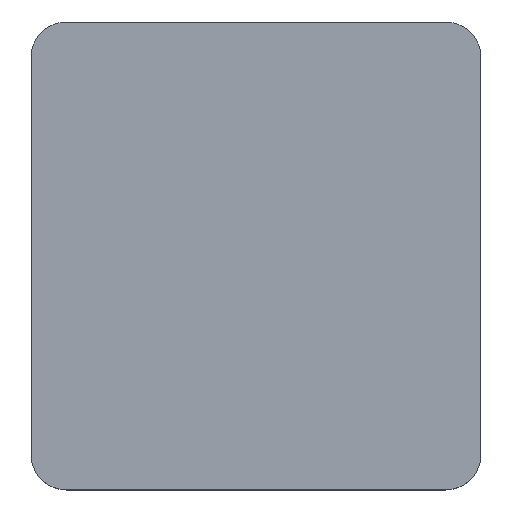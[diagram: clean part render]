
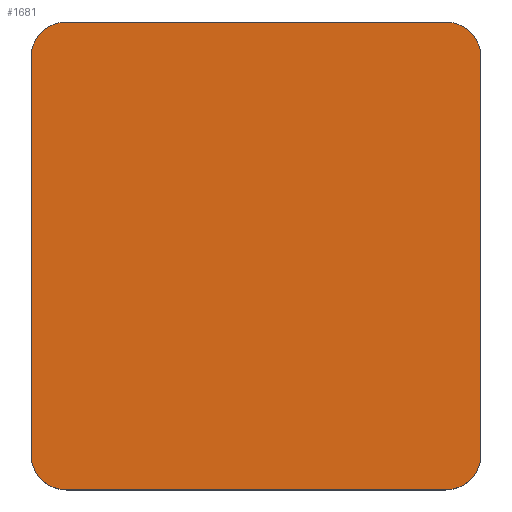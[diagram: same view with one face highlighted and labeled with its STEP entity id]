
A CAD part, top view. The second image highlights one B-rep face of the part: STEP entity #1681.
In plain terms, the highlighted planar face has unit normal (0, 0, 1).
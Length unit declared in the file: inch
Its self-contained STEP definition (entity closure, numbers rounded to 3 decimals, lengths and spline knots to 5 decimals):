
#75=FACE_OUTER_BOUND('',#161,.T.);
#161=EDGE_LOOP('',(#1226,#1227,#1228,#1229,#1230,#1231,#1232,#1233));
#297=LINE('',#2631,#467);
#300=LINE('',#2639,#470);
#303=LINE('',#2647,#473);
#305=LINE('',#2653,#475);
#467=VECTOR('',#2048,39.37008);
#470=VECTOR('',#2057,39.37008);
#473=VECTOR('',#2066,39.37008);
#475=VECTOR('',#2074,39.37008);
#584=CIRCLE('',#1797,0.0396);
#585=CIRCLE('',#1800,0.0396);
#586=CIRCLE('',#1803,0.0396);
#587=CIRCLE('',#1806,0.0396);
#728=VERTEX_POINT('',#2623);
#729=VERTEX_POINT('',#2625);
#730=VERTEX_POINT('',#2629);
#731=VERTEX_POINT('',#2633);
#732=VERTEX_POINT('',#2637);
#733=VERTEX_POINT('',#2641);
#734=VERTEX_POINT('',#2645);
#735=VERTEX_POINT('',#2649);
#907=EDGE_CURVE('',#729,#728,#584,.T.);
#910=EDGE_CURVE('',#728,#730,#297,.T.);
#912=EDGE_CURVE('',#730,#731,#585,.T.);
#914=EDGE_CURVE('',#731,#732,#300,.T.);
#916=EDGE_CURVE('',#732,#733,#586,.T.);
#918=EDGE_CURVE('',#733,#734,#303,.T.);
#920=EDGE_CURVE('',#734,#735,#587,.T.);
#921=EDGE_CURVE('',#735,#729,#305,.T.);
#1226=ORIENTED_EDGE('',*,*,#907,.T.);
#1227=ORIENTED_EDGE('',*,*,#910,.T.);
#1228=ORIENTED_EDGE('',*,*,#912,.T.);
#1229=ORIENTED_EDGE('',*,*,#914,.T.);
#1230=ORIENTED_EDGE('',*,*,#916,.T.);
#1231=ORIENTED_EDGE('',*,*,#918,.T.);
#1232=ORIENTED_EDGE('',*,*,#920,.T.);
#1233=ORIENTED_EDGE('',*,*,#921,.T.);
#1536=PLANE('',#1808);
#1681=ADVANCED_FACE('',(#75),#1536,.F.);
#1797=AXIS2_PLACEMENT_3D('',#2626,#2042,#2043);
#1800=AXIS2_PLACEMENT_3D('',#2635,#2052,#2053);
#1803=AXIS2_PLACEMENT_3D('',#2643,#2061,#2062);
#1806=AXIS2_PLACEMENT_3D('',#2651,#2070,#2071);
#1808=AXIS2_PLACEMENT_3D('',#2654,#2075,#2076);
#2042=DIRECTION('center_axis',(0.,0.,
1.));
#2043=DIRECTION('ref_axis',(1.,0.,0.));
#2048=DIRECTION('',(0.,-1.,0.));
#2052=DIRECTION('center_axis',(0.,0.,
1.));
#2053=DIRECTION('ref_axis',(-1.,0.,0.));
#2057=DIRECTION('',(1.,0.,0.));
#2061=DIRECTION('center_axis',(0.,0.,
1.));
#2062=DIRECTION('ref_axis',(-1.,0.,0.));
#2066=DIRECTION('',(0.,1.,0.));
#2070=DIRECTION('center_axis',(0.,0.,
1.));
#2071=DIRECTION('ref_axis',(-1.,0.,0.));
#2074=DIRECTION('',(-1.,0.,0.));
#2075=DIRECTION('center_axis',(0.,0.,
-1.));
#2076=DIRECTION('ref_axis',(1.,0.,0.));
#2623=CARTESIAN_POINT('',(-0.25311,0.2235,0.17055));
#2625=CARTESIAN_POINT('',(-0.21351,0.2631,0.17055));
#2626=CARTESIAN_POINT('Origin',(-0.21351,0.2235,0.17055));
#2629=CARTESIAN_POINT('',(-0.25311,-0.2235,0.17055));
#2631=CARTESIAN_POINT('',(-0.25311,-0.2235,0.17055));
#2633=CARTESIAN_POINT('',(-0.21351,-0.2631,0.17055));
#2635=CARTESIAN_POINT('Origin',(-0.21351,-0.2235,0.17055));
#2637=CARTESIAN_POINT('',(0.21349,-0.2631,0.17055));
#2639=CARTESIAN_POINT('',(-0.21351,-0.2631,0.17055));
#2641=CARTESIAN_POINT('',(0.25309,-0.2235,0.17055));
#2643=CARTESIAN_POINT('Origin',(0.21349,-0.2235,0.17055));
#2645=CARTESIAN_POINT('',(0.25309,0.2235,0.17055));
#2647=CARTESIAN_POINT('',(0.25309,-0.2235,0.17055));
#2649=CARTESIAN_POINT('',(0.21349,0.2631,0.17055));
#2651=CARTESIAN_POINT('Origin',(0.21349,0.2235,0.17055));
#2653=CARTESIAN_POINT('',(-0.21351,0.2631,0.17055));
#2654=CARTESIAN_POINT('Origin',(-0.21351,0.2235,0.17055));
